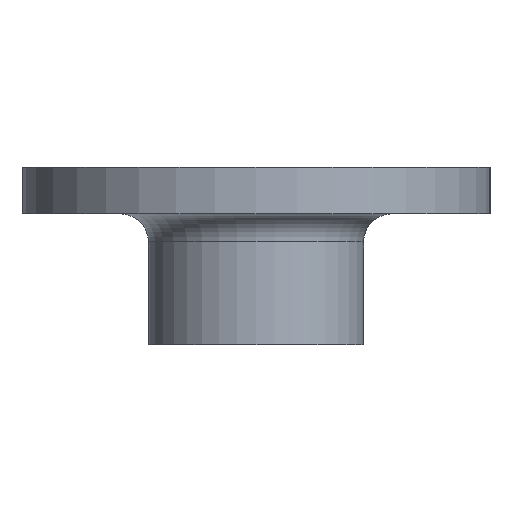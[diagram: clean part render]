
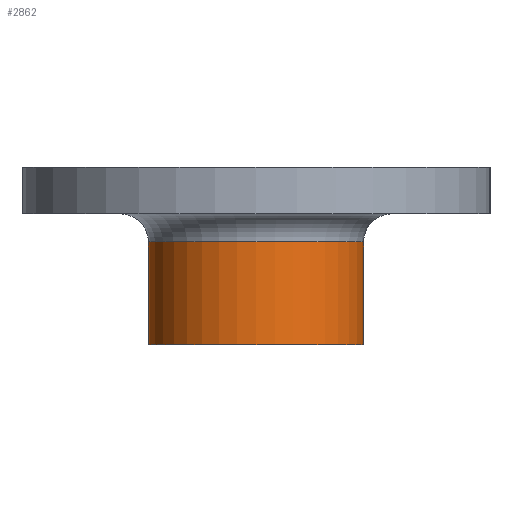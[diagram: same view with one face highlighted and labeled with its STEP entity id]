
A CAD part, left-side view. The second image highlights one B-rep face of the part: STEP entity #2862.
In plain terms, the highlighted cylindrical face has radius 5.75 mm (diameter 11.5 mm), a full revolution.
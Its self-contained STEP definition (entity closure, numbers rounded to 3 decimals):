
#34=CYLINDRICAL_SURFACE('',#3044,5.75);
#80=CIRCLE('',#3041,5.75);
#83=CIRCLE('',#3045,5.75);
#301=FACE_OUTER_BOUND('',#478,.T.);
#478=EDGE_LOOP('',(#2552,#2553,#2554,#2555));
#835=LINE('',#4991,#1116);
#1116=VECTOR('',#3640,5.75);
#1385=VERTEX_POINT('',#4983);
#1387=VERTEX_POINT('',#4989);
#1779=EDGE_CURVE('',#1385,#1385,#80,.T.);
#1782=EDGE_CURVE('',#1387,#1387,#83,.T.);
#1783=EDGE_CURVE('',#1387,#1385,#835,.T.);
#2552=ORIENTED_EDGE('',*,*,#1782,.T.);
#2553=ORIENTED_EDGE('',*,*,#1783,.T.);
#2554=ORIENTED_EDGE('',*,*,#1779,.F.);
#2555=ORIENTED_EDGE('',*,*,#1783,.F.);
#2862=ADVANCED_FACE('',(#301),#34,.T.);
#3041=AXIS2_PLACEMENT_3D('',#4984,#3630,#3631);
#3044=AXIS2_PLACEMENT_3D('',#4988,#3636,#3637);
#3045=AXIS2_PLACEMENT_3D('',#4990,#3638,#3639);
#3630=DIRECTION('center_axis',(0.,0.,1.));
#3631=DIRECTION('ref_axis',(1.,0.,0.));
#3636=DIRECTION('center_axis',(0.,0.,-1.));
#3637=DIRECTION('ref_axis',(1.,0.,0.));
#3638=DIRECTION('center_axis',(0.,0.,1.));
#3639=DIRECTION('ref_axis',(1.,0.,0.));
#3640=DIRECTION('',(0.,0.,1.));
#4983=CARTESIAN_POINT('',(-5.75,0.,-1.5));
#4984=CARTESIAN_POINT('Origin',(0.,0.,
-1.5));
#4988=CARTESIAN_POINT('Origin',(0.,0.,
0.));
#4989=CARTESIAN_POINT('',(-5.75,0.,-7.));
#4990=CARTESIAN_POINT('Origin',(0.,0.,
-7.));
#4991=CARTESIAN_POINT('',(-5.75,0.,0.));
